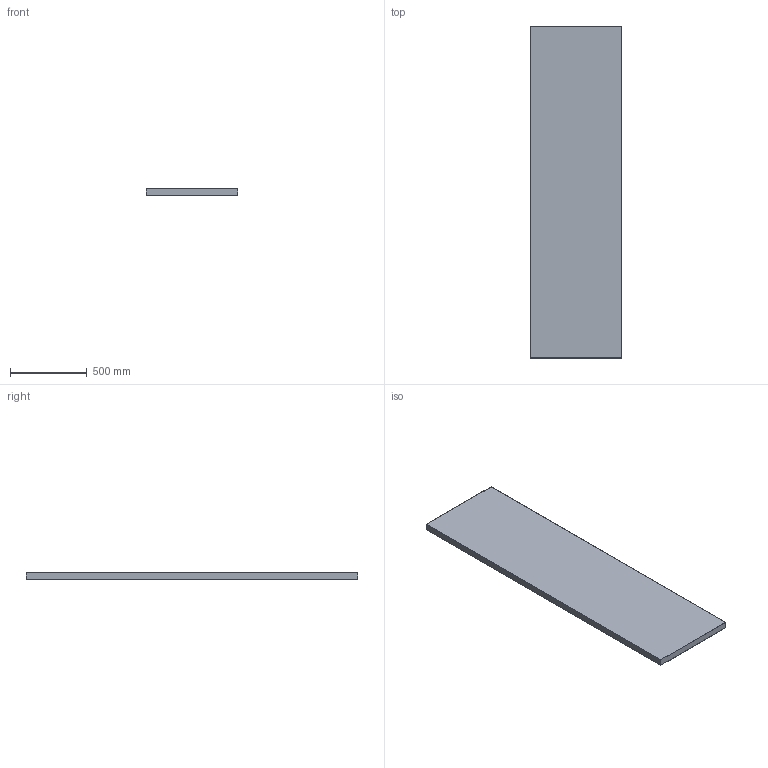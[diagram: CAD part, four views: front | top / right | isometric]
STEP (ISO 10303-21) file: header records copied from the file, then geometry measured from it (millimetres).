
FILE_DESCRIPTION (( 'STEP AP214' ), '1' );
FILE_NAME ('SCE-NEP8624SS6.STEP', '2024-04-24T14:54:27', ( '' ), ( '' ), 'SwSTEP 2.0', 'SolidWorks 2023', '' );
FILE_SCHEMA (( 'AUTOMOTIVE_DESIGN' ));
Length unit declared in the file: inch
Products named in the file (1): SCE-NEP8624SS6
Bounding box: 596.9 x 2159 x 44.45 mm (x, y, z)
Volume: 2559895.3 mm3; surface area: 3377629.1 mm2
Topology: 1 solids, 1 shells, 174 faces, 520 edges, 350 vertices
Faces by surface type: plane 88, cylinder 86
Full cylindrical faces by diameter (mm): 11.112 x10
Entity records: 5859 total; most frequent: DIRECTION 1022, CARTESIAN_POINT 1015, ORIENTED_EDGE 1000, EDGE_CURVE 500, AXIS2_PLACEMENT_3D 347, VERTEX_POINT 340, LINE 328, VECTOR 328
